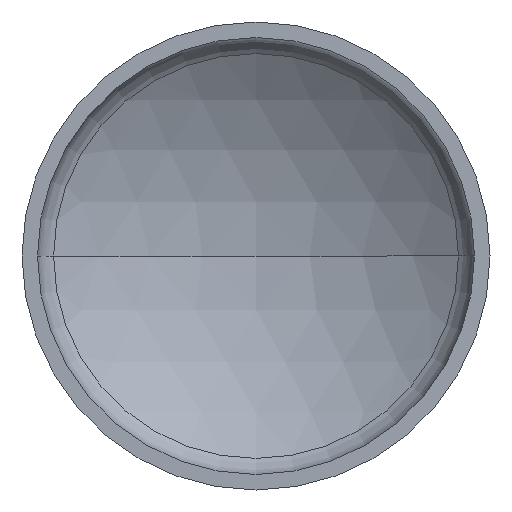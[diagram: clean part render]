
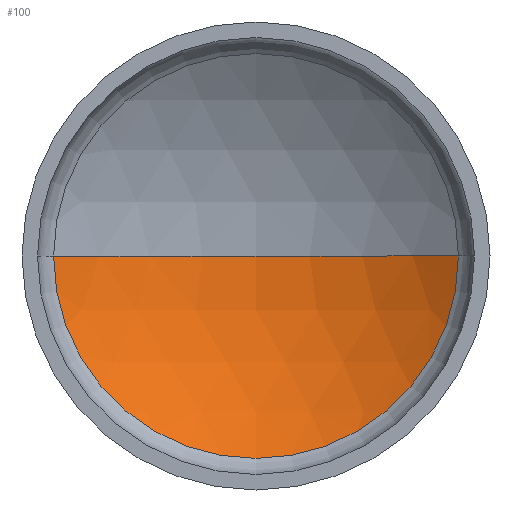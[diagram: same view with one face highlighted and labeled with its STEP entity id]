
A CAD part, front view. The second image highlights one B-rep face of the part: STEP entity #100.
In plain terms, the highlighted spherical face has radius 44.24 mm.
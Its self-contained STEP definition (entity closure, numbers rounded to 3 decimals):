
#14 = CARTESIAN_POINT ( 'NONE',  ( 0., -26.24, 0. ) ) ;
#15 = EDGE_LOOP ( 'NONE', ( #98, #258, #156 ) ) ;
#23 = SPHERICAL_SURFACE ( 'NONE', #357, 44.24 ) ;
#34 = CARTESIAN_POINT ( 'NONE',  ( 26.079, 9.496, 0. ) ) ;
#35 = CARTESIAN_POINT ( 'NONE',  ( -26.079, 9.496, 0. ) ) ;
#37 = CIRCLE ( 'NONE', #353, 26.079 ) ;
#44 = EDGE_CURVE ( 'NONE', #341, #390, #37, .T. ) ;
#45 = AXIS2_PLACEMENT_3D ( 'NONE', #408, #119, #273 ) ;
#51 = DIRECTION ( 'NONE',  ( 0., 0., 1. ) ) ;
#98 = ORIENTED_EDGE ( 'NONE', *, *, #44, .F. ) ;
#100 = ADVANCED_FACE ( 'NONE', ( #401 ), #23, .F. ) ;
#119 = DIRECTION ( 'NONE',  ( 0., 0., 1. ) ) ;
#144 = CARTESIAN_POINT ( 'NONE',  ( 0., -26.24, 0. ) ) ;
#156 = ORIENTED_EDGE ( 'NONE', *, *, #209, .F. ) ;
#166 = AXIS2_PLACEMENT_3D ( 'NONE', #14, #356, #391 ) ;
#178 = DIRECTION ( 'NONE',  ( -1., 0., 0. ) ) ;
#209 = EDGE_CURVE ( 'NONE', #390, #247, #339, .T. ) ;
#244 = CARTESIAN_POINT ( 'NONE',  ( 0., 18., 0. ) ) ;
#247 = VERTEX_POINT ( 'NONE', #244 ) ;
#254 = CIRCLE ( 'NONE', #45, 44.24 ) ;
#258 = ORIENTED_EDGE ( 'NONE', *, *, #276, .T. ) ;
#259 = DIRECTION ( 'NONE',  ( -1., 0., 0. ) ) ;
#265 = CARTESIAN_POINT ( 'NONE',  ( 0., 9.496, 0. ) ) ;
#273 = DIRECTION ( 'NONE',  ( 1., 0., 0. ) ) ;
#276 = EDGE_CURVE ( 'NONE', #341, #247, #254, .T. ) ;
#339 = CIRCLE ( 'NONE', #166, 44.24 ) ;
#341 = VERTEX_POINT ( 'NONE', #34 ) ;
#353 = AXIS2_PLACEMENT_3D ( 'NONE', #265, #393, #259 ) ;
#356 = DIRECTION ( 'NONE',  ( 0., 0., -1. ) ) ;
#357 = AXIS2_PLACEMENT_3D ( 'NONE', #144, #51, #178 ) ;
#390 = VERTEX_POINT ( 'NONE', #35 ) ;
#391 = DIRECTION ( 'NONE',  ( -1., 0., 0. ) ) ;
#393 = DIRECTION ( 'NONE',  ( 0., 1., 0. ) ) ;
#401 = FACE_OUTER_BOUND ( 'NONE', #15, .T. ) ;
#408 = CARTESIAN_POINT ( 'NONE',  ( 0., -26.24, 0. ) ) ;
